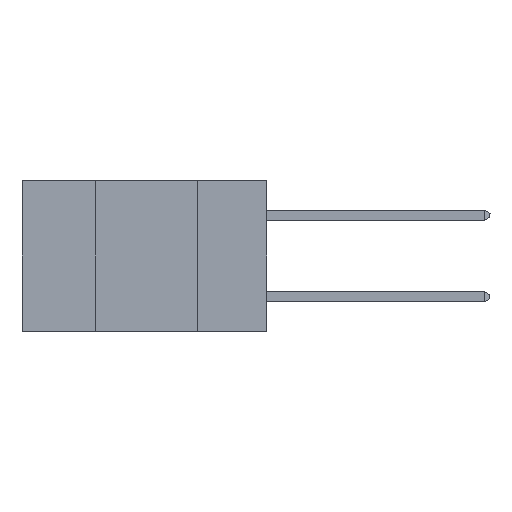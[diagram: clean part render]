
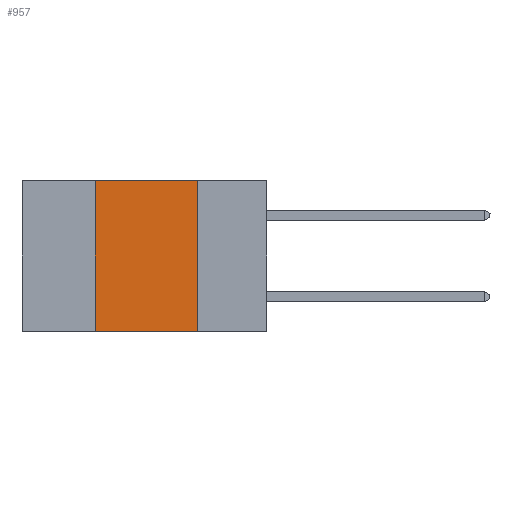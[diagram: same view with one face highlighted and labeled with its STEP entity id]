
A CAD part, left-side view. The second image highlights one B-rep face of the part: STEP entity #957.
In plain terms, the highlighted planar face has unit normal (-1, 0, 0).
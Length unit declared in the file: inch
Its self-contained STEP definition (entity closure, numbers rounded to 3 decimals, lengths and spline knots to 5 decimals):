
#543 = EDGE_CURVE ( 'NONE', #9958, #9575, #11008, .T. ) ;
#806 = CARTESIAN_POINT ( 'NONE',  ( 0., 0.17, 0. ) ) ;
#957 = ADVANCED_FACE ( 'NONE', ( #6135 ), #1284, .F. ) ;
#1034 = VECTOR ( 'NONE', #2011, 39.37008 ) ;
#1079 = DIRECTION ( 'NONE',  ( 1., 0., 0. ) ) ;
#1284 = PLANE ( 'NONE',  #5798 ) ;
#1435 = VECTOR ( 'NONE', #9946, 39.37008 ) ;
#1490 = CARTESIAN_POINT ( 'NONE',  ( 0., 0.42, -0.37 ) ) ;
#1569 = DIRECTION ( 'NONE',  ( 0., 0., -1. ) ) ;
#1855 = LINE ( 'NONE', #806, #10784 ) ;
#2011 = DIRECTION ( 'NONE',  ( 0., -1., 0. ) ) ;
#2193 = VERTEX_POINT ( 'NONE', #1490 ) ;
#2244 = CARTESIAN_POINT ( 'NONE',  ( 0., 0.17, 0. ) ) ;
#2693 = ORIENTED_EDGE ( 'NONE', *, *, #5750, .F. ) ;
#2811 = EDGE_CURVE ( 'NONE', #9575, #3415, #1855, .T. ) ;
#3415 = VERTEX_POINT ( 'NONE', #9198 ) ;
#3496 = EDGE_LOOP ( 'NONE', ( #5138, #5653, #2693, #4721 ) ) ;
#4121 = CARTESIAN_POINT ( 'NONE',  ( 0., 0.6, 0. ) ) ;
#4249 = EDGE_CURVE ( 'NONE', #2193, #3415, #8461, .T. ) ;
#4435 = CARTESIAN_POINT ( 'NONE',  ( 0., 0.42, 0. ) ) ;
#4721 = ORIENTED_EDGE ( 'NONE', *, *, #4249, .T. ) ;
#5055 = CARTESIAN_POINT ( 'NONE',  ( 0., 0.6, 0. ) ) ;
#5138 = ORIENTED_EDGE ( 'NONE', *, *, #2811, .F. ) ;
#5181 = LINE ( 'NONE', #4435, #9059 ) ;
#5388 = CARTESIAN_POINT ( 'NONE',  ( 0., 0.42, 0. ) ) ;
#5653 = ORIENTED_EDGE ( 'NONE', *, *, #543, .F. ) ;
#5750 = EDGE_CURVE ( 'NONE', #2193, #9958, #5181, .T. ) ;
#5798 = AXIS2_PLACEMENT_3D ( 'NONE', #4121, #1079, #1569 ) ;
#6135 = FACE_OUTER_BOUND ( 'NONE', #3496, .T. ) ;
#8272 = CARTESIAN_POINT ( 'NONE',  ( 0., 0.6, -0.37 ) ) ;
#8461 = LINE ( 'NONE', #8272, #1034 ) ;
#9059 = VECTOR ( 'NONE', #10970, 39.37008 ) ;
#9119 = DIRECTION ( 'NONE',  ( 0., 0., -1. ) ) ;
#9198 = CARTESIAN_POINT ( 'NONE',  ( 0., 0.17, -0.37 ) ) ;
#9575 = VERTEX_POINT ( 'NONE', #2244 ) ;
#9946 = DIRECTION ( 'NONE',  ( 0., -1., 0. ) ) ;
#9958 = VERTEX_POINT ( 'NONE', #5388 ) ;
#10784 = VECTOR ( 'NONE', #9119, 39.37008 ) ;
#10970 = DIRECTION ( 'NONE',  ( 0., 0., 1. ) ) ;
#11008 = LINE ( 'NONE', #5055, #1435 ) ;
